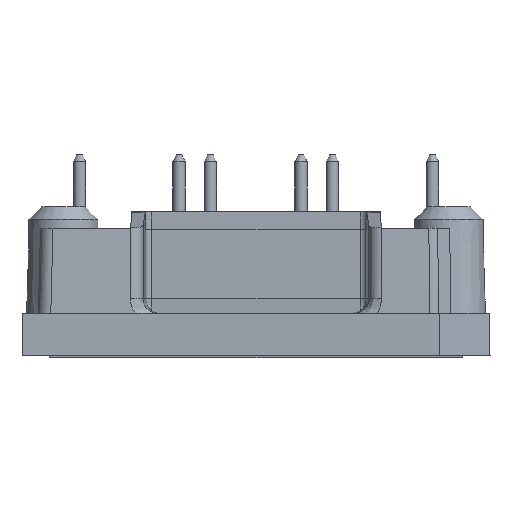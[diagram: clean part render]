
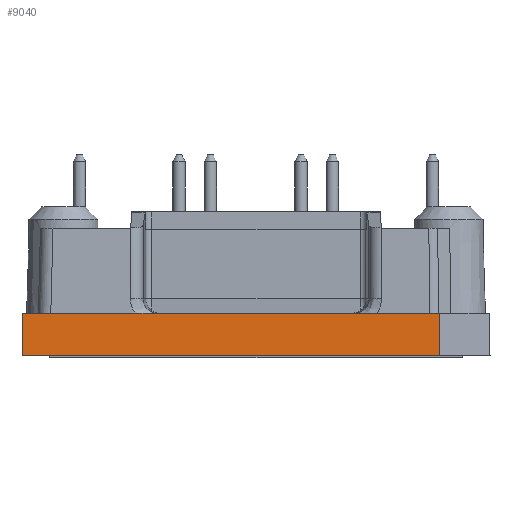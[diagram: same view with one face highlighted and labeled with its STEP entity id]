
A CAD part, left-side view. The second image highlights one B-rep face of the part: STEP entity #9040.
In plain terms, the highlighted planar face has unit normal (-1, 0, 0.018).
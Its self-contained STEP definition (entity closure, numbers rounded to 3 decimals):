
#2096=ORIENTED_EDGE('',*,*,#4141,.T.);
#2097=ORIENTED_EDGE('',*,*,#4142,.F.);
#2098=ORIENTED_EDGE('',*,*,#4139,.T.);
#2099=ORIENTED_EDGE('',*,*,#4093,.T.);
#4093=EDGE_CURVE('',#5191,#5195,#5973,.F.);
#4139=EDGE_CURVE('',#5234,#5191,#6011,.T.);
#4141=EDGE_CURVE('',#5195,#5235,#6013,.F.);
#4142=EDGE_CURVE('',#5234,#5235,#6014,.F.);
#5191=VERTEX_POINT('',#19112);
#5195=VERTEX_POINT('',#19120);
#5234=VERTEX_POINT('',#19213);
#5235=VERTEX_POINT('',#19217);
#5973=LINE('',#19121,#6671);
#6011=LINE('',#19212,#6709);
#6013=LINE('',#19216,#6711);
#6014=LINE('',#19218,#6712);
#6671=VECTOR('',#13909,1000.);
#6709=VECTOR('',#13977,1000.);
#6711=VECTOR('',#13981,1000.);
#6712=VECTOR('',#13982,1000.);
#7209=EDGE_LOOP('',(#2096,#2097,#2098,#2099));
#7985=FACE_BOUND('',#7209,.T.);
#8624=PLANE('',#12531);
#9040=ADVANCED_FACE('',(#7985),#8624,.T.);
#12531=AXIS2_PLACEMENT_3D('',#19215,#13979,#13980);
#13909=DIRECTION('',(0.,1.,0.));
#13977=DIRECTION('',(-0.017,0.017,-1.));
#13979=DIRECTION('',(-1.,0.,0.017));
#13980=DIRECTION('',(0.017,0.,1.));
#13981=DIRECTION('',(-0.017,-0.007,-1.));
#13982=DIRECTION('',(0.,1.,0.));
#19112=CARTESIAN_POINT('',(-41.,18.7,0.));
#19120=CARTESIAN_POINT('',(-41.,-14.7,0.));
#19121=CARTESIAN_POINT('',(-41.,0.,0.));
#19212=CARTESIAN_POINT('',(-40.994,18.694,0.326));
#19213=CARTESIAN_POINT('',(-40.941,18.641,3.4));
#19215=CARTESIAN_POINT('',(-41.,0.,0.));
#19216=CARTESIAN_POINT('',(-40.998,-14.699,0.134));
#19217=CARTESIAN_POINT('',(-40.941,-14.675,3.4));
#19218=CARTESIAN_POINT('',(-40.941,0.,3.4));
